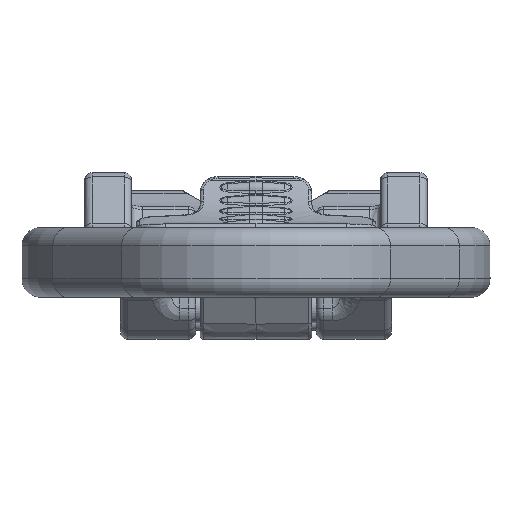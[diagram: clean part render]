
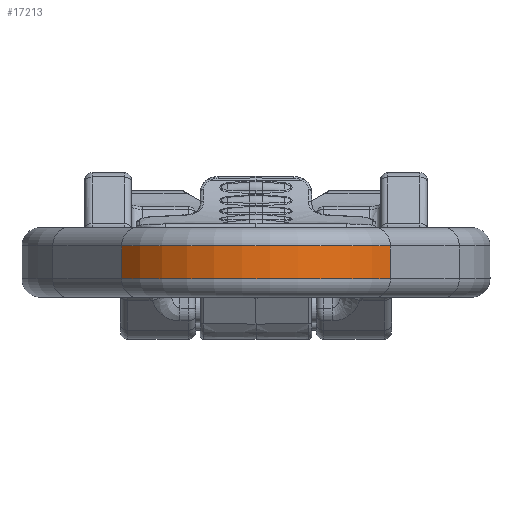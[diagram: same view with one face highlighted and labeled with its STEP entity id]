
A CAD part, front view. The second image highlights one B-rep face of the part: STEP entity #17213.
In plain terms, the highlighted cylindrical face has radius 45 mm (diameter 90 mm), a partial arc.
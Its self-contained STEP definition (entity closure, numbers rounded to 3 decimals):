
#848=CARTESIAN_POINT('',(0.,0.,-5.));
#849=DIRECTION('',(0.,0.,1.));
#850=DIRECTION('',(-0.815,-0.58,0.));
#851=AXIS2_PLACEMENT_3D('',#848,#849,#850);
#867=DIRECTION('',(0.,0.,1.));
#868=VECTOR('',#867,9.);
#869=CARTESIAN_POINT('',(-36.655,-26.103,-5.));
#870=LINE('',#869,#868);
#6306=DIRECTION('',(0.,0.,1.));
#6307=VECTOR('',#6306,9.);
#6308=CARTESIAN_POINT('',(36.655,-26.103,-5.));
#6309=LINE('',#6308,#6307);
#6315=CARTESIAN_POINT('',(0.,0.,4.));
#6316=DIRECTION('',(0.,0.,-1.));
#6317=DIRECTION('',(0.815,-0.58,0.));
#6318=AXIS2_PLACEMENT_3D('',#6315,#6316,#6317);
#6944=CARTESIAN_POINT('',(-36.655,-26.103,4.));
#6945=VERTEX_POINT('',#6944);
#6949=CARTESIAN_POINT('',(-36.655,-26.103,-5.));
#6951=VERTEX_POINT('',#6949);
#7134=CARTESIAN_POINT('',(36.655,-26.103,4.));
#7135=VERTEX_POINT('',#7134);
#7139=CARTESIAN_POINT('',(36.655,-26.103,-5.));
#7141=VERTEX_POINT('',#7139);
#17202=CARTESIAN_POINT('',(0.,0.,-35.));
#17203=DIRECTION('',(0.,0.,1.));
#17204=DIRECTION('',(1.,0.,0.));
#17205=AXIS2_PLACEMENT_3D('',#17202,#17203,#17204);
#17206=CYLINDRICAL_SURFACE('',#17205,45.);
#17207=ORIENTED_EDGE('',*,*,#17194,.F.);
#17208=ORIENTED_EDGE('',*,*,#17171,.F.);
#17209=ORIENTED_EDGE('',*,*,#9178,.F.);
#17210=ORIENTED_EDGE('',*,*,#9206,.T.);
#17211=EDGE_LOOP('',(#17207,#17208,#17209,#17210));
#17212=FACE_OUTER_BOUND('',#17211,.F.);
#17213=ADVANCED_FACE('',(#17212),#17206,.T.);
#852=CIRCLE('',#851,45.);
#6319=CIRCLE('',#6318,45.);
#9178=EDGE_CURVE('',#6951,#7141,#852,.T.);
#9206=EDGE_CURVE('',#6951,#6945,#870,.T.);
#17171=EDGE_CURVE('',#7141,#7135,#6309,.T.);
#17194=EDGE_CURVE('',#7135,#6945,#6319,.T.);
